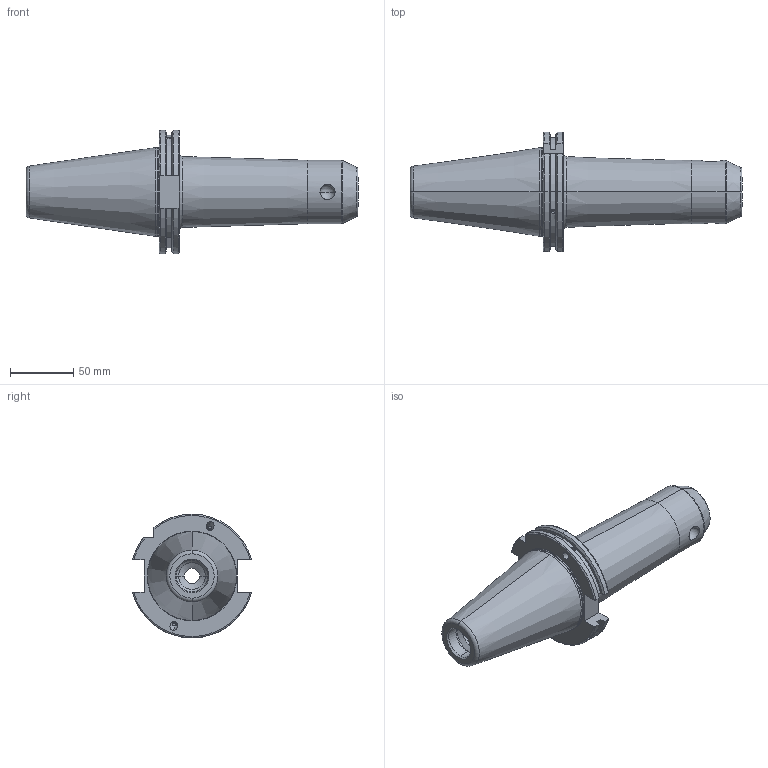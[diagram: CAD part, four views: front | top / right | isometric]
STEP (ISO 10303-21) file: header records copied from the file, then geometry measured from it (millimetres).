
FILE_DESCRIPTION (( 'STEP AP203' ), '1' );
FILE_NAME ('91506-WE718160.STEP', '2015-10-31T04:45:09', ( '' ), ( '' ), 'SwSTEP 2.0', 'SolidWorks 2009', '' );
FILE_SCHEMA (( 'CONFIG_CONTROL_DESIGN' ));
Length unit declared in the file: millimetre
Products named in the file (4): SK50 EM 18 160 FTC WW; M14X16_ISO 4026 - M12 x 12-N; M4X4_DIN 913 - M4 x 4-N; 91506-WE718160
Assembly tree (4 placements, depth 2):
  91506-WE718160
    M14X16_ISO 4026 - M12 x 12-N
    M4X4_DIN 913 - M4 x 4-N  x2
    SK50 EM 18 160 FTC WW
Bounding box: 261.75 x 94.05 x 97.5 mm (x, y, z)
Volume: 602494.1 mm3; surface area: 73274.8 mm2
Topology: 4 solids, 4 shells, 170 faces, 418 edges, 263 vertices
Faces by surface type: cylinder 55, plane 53, cone 38, torus 22, sphere 2
Entity records: 5702 total; most frequent: CARTESIAN_POINT 1579, DIRECTION 796, ORIENTED_EDGE 762, EDGE_CURVE 381, AXIS2_PLACEMENT_3D 317, VERTEX_POINT 240, EDGE_LOOP 175, LINE 162
